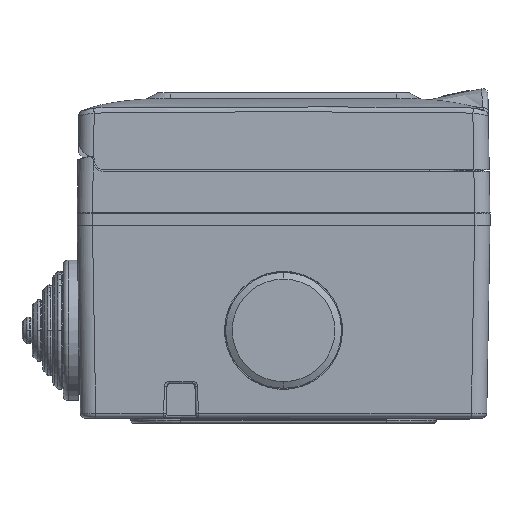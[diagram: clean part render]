
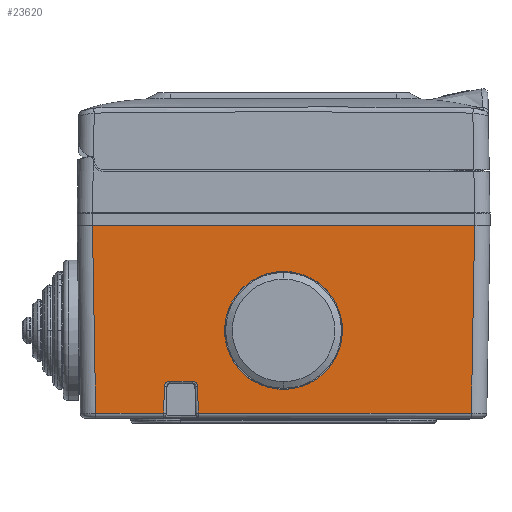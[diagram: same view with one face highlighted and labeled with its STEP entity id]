
A CAD part, left-side view. The second image highlights one B-rep face of the part: STEP entity #23620.
In plain terms, the highlighted face is planar.
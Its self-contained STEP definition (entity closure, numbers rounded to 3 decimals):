
#3723 = CARTESIAN_POINT ( 'NONE',  ( 54.863, -23.4, -52.217 ) ) ;
#4143 = ORIENTED_EDGE ( 'NONE', *, *, #76234, .T. ) ;
#4632 = ORIENTED_EDGE ( 'NONE', *, *, #71526, .F. ) ;
#5616 = EDGE_CURVE ( 'NONE', #29391, #86257, #96409, .T. ) ;
#8629 = CARTESIAN_POINT ( 'NONE',  ( 54.955, -23.217, -46.974 ) ) ;
#9366 = CARTESIAN_POINT ( 'NONE',  ( 54.863, 36.628, -52.217 ) ) ;
#9547 = CARTESIAN_POINT ( 'NONE',  ( 54.972, -17.783, -46.009 ) ) ;
#12925 = CARTESIAN_POINT ( 'NONE',  ( 55.501, 37.266, -15.7 ) ) ;
#16534 = CARTESIAN_POINT ( 'NONE',  ( 54.971, -17.48, -46.04 ) ) ;
#22285 = EDGE_LOOP ( 'NONE', ( #82553, #4632 ) ) ;
#23199 = CARTESIAN_POINT ( 'NONE',  ( 54.965, -23.027, -46.395 ) ) ;
#23620 = ADVANCED_FACE ( 'NONE', ( #85892, #117694 ), #129810, .T. ) ;
#23794 = CARTESIAN_POINT ( 'NONE',  ( 54.955, -23.217, -46.974 ) ) ;
#24117 = CARTESIAN_POINT ( 'NONE',  ( 55.345, 0., -24.6 ) ) ;
#26256 = CARTESIAN_POINT ( 'NONE',  ( 55.345, -23., -24.6 ) ) ;
#27145 = ORIENTED_EDGE ( 'NONE', *, *, #106363, .F. ) ;
#27634 = VERTEX_POINT ( 'NONE', #136126 ) ;
#28318 = VERTEX_POINT ( 'NONE', #34419 ) ;
#29222 = LINE ( 'NONE', #8629, #75914 ) ;
#29391 = VERTEX_POINT ( 'NONE', #46904 ) ;
#29652 = CARTESIAN_POINT ( 'NONE',  ( 54.972, -17.678, -46.009 ) ) ;
#30492 = DIRECTION ( 'NONE',  ( 0., -1., 0. ) ) ;
#33078 = CARTESIAN_POINT ( 'NONE',  ( 55.499, 42.005, -15.779 ) ) ;
#34419 = CARTESIAN_POINT ( 'NONE',  ( 54.955, -16.783, -46.974 ) ) ;
#34997 =( BOUNDED_CURVE ( )  B_SPLINE_CURVE ( 3, ( #107028, #26256, #41054, #161073 ),
 .UNSPECIFIED., .F., .F. ) 
 B_SPLINE_CURVE_WITH_KNOTS ( ( 4, 4 ),
 ( 3.142, 6.283 ),
 .UNSPECIFIED. ) 
 CURVE ( )  GEOMETRIC_REPRESENTATION_ITEM ( )  RATIONAL_B_SPLINE_CURVE ( ( 1., 0.333, 0.333, 1. ) ) 
 REPRESENTATION_ITEM ( '' )  );
#35414 = CARTESIAN_POINT ( 'NONE',  ( 55.501, -37.266, -15.7 ) ) ;
#35681 = CARTESIAN_POINT ( 'NONE',  ( 54.972, -22.322, -46.009 ) ) ;
#36563 = DIRECTION ( 'NONE',  ( 1., 0., -0.017 ) ) ;
#41054 = CARTESIAN_POINT ( 'NONE',  ( 54.944, -23., -47.6 ) ) ;
#41066 = CARTESIAN_POINT ( 'NONE',  ( 54.863, -16.6, -52.217 ) ) ;
#41768 = EDGE_CURVE ( 'NONE', #159250, #27634, #34997, .T. ) ;
#42597 = EDGE_CURVE ( 'NONE', #144407, #77806, #123261, .T. ) ;
#42762 = CARTESIAN_POINT ( 'NONE',  ( 54.944, 23., -47.6 ) ) ;
#44107 = VECTOR ( 'NONE', #87633, 1000. ) ;
#44872 =( BOUNDED_CURVE ( )  B_SPLINE_CURVE ( 3, ( #83759, #42762, #56379, #165146 ),
 .UNSPECIFIED., .F., .F. ) 
 B_SPLINE_CURVE_WITH_KNOTS ( ( 4, 4 ),
 ( 0., 3.142 ),
 .UNSPECIFIED. ) 
 CURVE ( )  GEOMETRIC_REPRESENTATION_ITEM ( )  RATIONAL_B_SPLINE_CURVE ( ( 1., 0.333, 0.333, 1. ) ) 
 REPRESENTATION_ITEM ( '' )  );
#45184 = CARTESIAN_POINT ( 'NONE',  ( 54.863, -16.6, -52.217 ) ) ;
#46566 = LINE ( 'NONE', #3723, #101819 ) ;
#46904 = CARTESIAN_POINT ( 'NONE',  ( 54.955, -23.217, -46.974 ) ) ;
#50620 = EDGE_CURVE ( 'NONE', #86257, #144758, #144311, .T. ) ;
#51086 = CARTESIAN_POINT ( 'NONE',  ( 54.957, -23.213, -46.869 ) ) ;
#53893 = VERTEX_POINT ( 'NONE', #112783 ) ;
#56379 = CARTESIAN_POINT ( 'NONE',  ( 55.345, 23., -24.6 ) ) ;
#58372 = CARTESIAN_POINT ( 'NONE',  ( 55.501, 37.266, -15.7 ) ) ;
#66419 = B_SPLINE_CURVE_WITH_KNOTS ( 'NONE', 3,
 ( #136534, #29652, #16534, #135938, #97345, #81943, #163907, #123493 ),
 .UNSPECIFIED., .F., .F.,
 ( 4, 1, 1, 1, 1, 4 ),
 ( 0., 0.2, 0.4, 0.6, 0.8, 1. ),
 .UNSPECIFIED. ) ;
#71284 = AXIS2_PLACEMENT_3D ( 'NONE', #33078, #36563, #132741 ) ;
#71526 = EDGE_CURVE ( 'NONE', #27634, #159250, #44872, .T. ) ;
#73733 = LINE ( 'NONE', #127420, #44107 ) ;
#74998 = LINE ( 'NONE', #41066, #89853 ) ;
#75914 = VECTOR ( 'NONE', #158332, 1000. ) ;
#76234 = EDGE_CURVE ( 'NONE', #144407, #159224, #159107, .T. ) ;
#76670 = CARTESIAN_POINT ( 'NONE',  ( 54.969, -22.802, -46.178 ) ) ;
#77806 = VERTEX_POINT ( 'NONE', #140572 ) ;
#78332 = ORIENTED_EDGE ( 'NONE', *, *, #139728, .F. ) ;
#80521 = VECTOR ( 'NONE', #150708, 1000. ) ;
#80589 = VECTOR ( 'NONE', #127818, 1000. ) ;
#81943 = CARTESIAN_POINT ( 'NONE',  ( 54.96, -16.825, -46.671 ) ) ;
#82553 = ORIENTED_EDGE ( 'NONE', *, *, #41768, .F. ) ;
#83759 = CARTESIAN_POINT ( 'NONE',  ( 54.944, 0., -47.6 ) ) ;
#85892 = FACE_OUTER_BOUND ( 'NONE', #137422, .T. ) ;
#86257 = VERTEX_POINT ( 'NONE', #100304 ) ;
#87633 = DIRECTION ( 'NONE',  ( 0.017, -0.017, 1. ) ) ;
#88350 = DIRECTION ( 'NONE',  ( -0.017, -0.017, -1. ) ) ;
#89853 = VECTOR ( 'NONE', #149713, 1000. ) ;
#96409 = B_SPLINE_CURVE_WITH_KNOTS ( 'NONE', 3,
 ( #23794, #51086, #157440, #23199, #76670, #171779, #35681, #146112 ),
 .UNSPECIFIED., .F., .F.,
 ( 4, 1, 1, 1, 1, 4 ),
 ( 0., 0.2, 0.4, 0.6, 0.8, 1. ),
 .UNSPECIFIED. ) ;
#97345 = CARTESIAN_POINT ( 'NONE',  ( 54.965, -16.973, -46.394 ) ) ;
#99935 = VECTOR ( 'NONE', #88350, 1000. ) ;
#100304 = CARTESIAN_POINT ( 'NONE',  ( 54.972, -22.217, -46.009 ) ) ;
#101819 = VECTOR ( 'NONE', #30492, 1000. ) ;
#102270 = CARTESIAN_POINT ( 'NONE',  ( 54.972, -22.217, -46.009 ) ) ;
#103738 = ORIENTED_EDGE ( 'NONE', *, *, #154253, .F. ) ;
#105003 = DIRECTION ( 'NONE',  ( 0., -1., 0. ) ) ;
#106363 = EDGE_CURVE ( 'NONE', #175737, #53893, #46566, .T. ) ;
#107028 = CARTESIAN_POINT ( 'NONE',  ( 55.345, 0., -24.6 ) ) ;
#111431 = EDGE_CURVE ( 'NONE', #117826, #28318, #74998, .T. ) ;
#112500 = CARTESIAN_POINT ( 'NONE',  ( 54.863, -23.4, -52.217 ) ) ;
#112783 = CARTESIAN_POINT ( 'NONE',  ( 54.863, -36.628, -52.217 ) ) ;
#116797 = ORIENTED_EDGE ( 'NONE', *, *, #5616, .T. ) ;
#117694 = FACE_BOUND ( 'NONE', #22285, .T. ) ;
#117826 = VERTEX_POINT ( 'NONE', #45184 ) ;
#118624 = EDGE_CURVE ( 'NONE', #29391, #175737, #29222, .T. ) ;
#118884 = ORIENTED_EDGE ( 'NONE', *, *, #140796, .T. ) ;
#123261 = LINE ( 'NONE', #156034, #99935 ) ;
#123493 = CARTESIAN_POINT ( 'NONE',  ( 54.955, -16.783, -46.974 ) ) ;
#127420 = CARTESIAN_POINT ( 'NONE',  ( 54.863, -36.628, -52.217 ) ) ;
#127818 = DIRECTION ( 'NONE',  ( 0., 1., 0. ) ) ;
#129810 = PLANE ( 'NONE',  #71284 ) ;
#132741 = DIRECTION ( 'NONE',  ( 0., -1., 0. ) ) ;
#135938 = CARTESIAN_POINT ( 'NONE',  ( 54.969, -17.198, -46.178 ) ) ;
#136126 = CARTESIAN_POINT ( 'NONE',  ( 54.944, 0., -47.6 ) ) ;
#136534 = CARTESIAN_POINT ( 'NONE',  ( 54.972, -17.783, -46.009 ) ) ;
#137422 = EDGE_LOOP ( 'NONE', ( #116797, #156246, #118884, #154347, #103738, #149458, #4143, #78332, #27145, #153186 ) ) ;
#139728 = EDGE_CURVE ( 'NONE', #53893, #159224, #73733, .T. ) ;
#140572 = CARTESIAN_POINT ( 'NONE',  ( 54.863, 36.628, -52.217 ) ) ;
#140796 = EDGE_CURVE ( 'NONE', #144758, #28318, #66419, .T. ) ;
#141958 = VECTOR ( 'NONE', #105003, 1000. ) ;
#144311 = LINE ( 'NONE', #102270, #80589 ) ;
#144407 = VERTEX_POINT ( 'NONE', #58372 ) ;
#144758 = VERTEX_POINT ( 'NONE', #9547 ) ;
#146112 = CARTESIAN_POINT ( 'NONE',  ( 54.972, -22.217, -46.009 ) ) ;
#146391 = LINE ( 'NONE', #9366, #141958 ) ;
#149458 = ORIENTED_EDGE ( 'NONE', *, *, #42597, .F. ) ;
#149713 = DIRECTION ( 'NONE',  ( 0.017, -0.035, 0.999 ) ) ;
#150708 = DIRECTION ( 'NONE',  ( 0., -1., 0. ) ) ;
#153186 = ORIENTED_EDGE ( 'NONE', *, *, #118624, .F. ) ;
#154253 = EDGE_CURVE ( 'NONE', #77806, #117826, #146391, .T. ) ;
#154347 = ORIENTED_EDGE ( 'NONE', *, *, #111431, .F. ) ;
#156034 = CARTESIAN_POINT ( 'NONE',  ( 55.501, 37.266, -15.7 ) ) ;
#156246 = ORIENTED_EDGE ( 'NONE', *, *, #50620, .T. ) ;
#157440 = CARTESIAN_POINT ( 'NONE',  ( 54.96, -23.175, -46.671 ) ) ;
#158332 = DIRECTION ( 'NONE',  ( -0.017, -0.035, -0.999 ) ) ;
#159107 = LINE ( 'NONE', #12925, #80521 ) ;
#159224 = VERTEX_POINT ( 'NONE', #35414 ) ;
#159250 = VERTEX_POINT ( 'NONE', #24117 ) ;
#161073 = CARTESIAN_POINT ( 'NONE',  ( 54.944, 0., -47.6 ) ) ;
#163907 = CARTESIAN_POINT ( 'NONE',  ( 54.957, -16.787, -46.869 ) ) ;
#165146 = CARTESIAN_POINT ( 'NONE',  ( 55.345, 0., -24.6 ) ) ;
#171779 = CARTESIAN_POINT ( 'NONE',  ( 54.971, -22.521, -46.04 ) ) ;
#175737 = VERTEX_POINT ( 'NONE', #112500 ) ;
